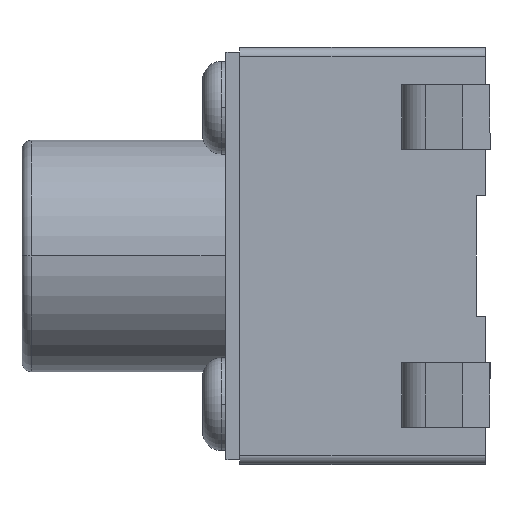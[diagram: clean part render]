
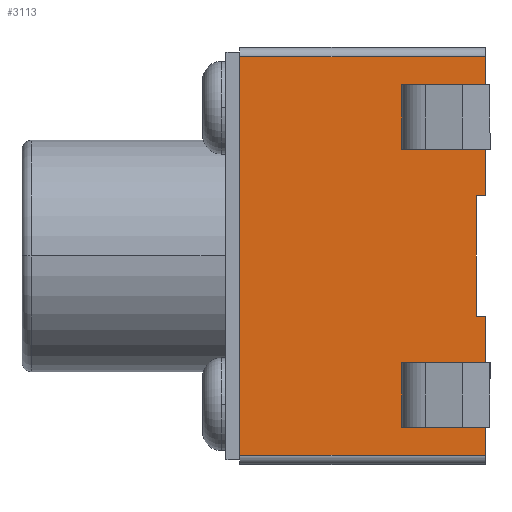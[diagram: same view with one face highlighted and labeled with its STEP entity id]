
A CAD part, left-side view. The second image highlights one B-rep face of the part: STEP entity #3113.
In plain terms, the highlighted planar face has unit normal (-1, 0, 0).
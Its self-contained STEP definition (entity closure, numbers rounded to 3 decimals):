
#22 = EDGE_CURVE ( 'NONE', #448, #1231, #312, .T. ) ;
#55 = CARTESIAN_POINT ( 'NONE',  ( -2.25, -2.15, 2.65 ) ) ;
#198 = LINE ( 'NONE', #1118, #3359 ) ;
#221 = ORIENTED_EDGE ( 'NONE', *, *, #3059, .T. ) ;
#290 = EDGE_CURVE ( 'NONE', #3303, #2962, #790, .T. ) ;
#312 = LINE ( 'NONE', #2337, #1422 ) ;
#313 = LINE ( 'NONE', #55, #2742 ) ;
#350 = CARTESIAN_POINT ( 'NONE',  ( -2.25, 2.25, 0.1 ) ) ;
#431 = CARTESIAN_POINT ( 'NONE',  ( -2.25, 1.85, 0.6 ) ) ;
#436 = CARTESIAN_POINT ( 'NONE',  ( -2.25, -2.15, 2.65 ) ) ;
#448 = VERTEX_POINT ( 'NONE', #2021 ) ;
#473 = CARTESIAN_POINT ( 'NONE',  ( -2.25, -1.15, 0.6 ) ) ;
#493 = VERTEX_POINT ( 'NONE', #2927 ) ;
#571 = LINE ( 'NONE', #1504, #687 ) ;
#576 = EDGE_LOOP ( 'NONE', ( #3088, #2717, #2527, #3045 ) ) ;
#626 = FACE_OUTER_BOUND ( 'NONE', #2856, .T. ) ;
#653 = CARTESIAN_POINT ( 'NONE',  ( -2.25, -1.85, 0.6 ) ) ;
#657 = DIRECTION ( 'NONE',  ( 0., 1., 0. ) ) ;
#679 = VECTOR ( 'NONE', #1991, 1000. ) ;
#687 = VECTOR ( 'NONE', #853, 1000. ) ;
#701 = PLANE ( 'NONE',  #3270 ) ;
#710 = LINE ( 'NONE', #3592, #2251 ) ;
#729 = ORIENTED_EDGE ( 'NONE', *, *, #2715, .F. ) ;
#774 = LINE ( 'NONE', #1474, #3063 ) ;
#776 = VECTOR ( 'NONE', #2452, 1000. ) ;
#790 = LINE ( 'NONE', #2685, #3983 ) ;
#835 = VERTEX_POINT ( 'NONE', #431 ) ;
#853 = DIRECTION ( 'NONE',  ( 0., -1., 0. ) ) ;
#863 = EDGE_CURVE ( 'NONE', #1540, #2030, #3677, .T. ) ;
#887 = CARTESIAN_POINT ( 'NONE',  ( -2.25, -1.15, 2.65 ) ) ;
#941 = CARTESIAN_POINT ( 'NONE',  ( -2.25, 2.25, 0.6 ) ) ;
#960 = DIRECTION ( 'NONE',  ( 0., 1., 0. ) ) ;
#994 = CARTESIAN_POINT ( 'NONE',  ( -2.25, 2.15, 0. ) ) ;
#1002 = CARTESIAN_POINT ( 'NONE',  ( -2.25, -1.85, 0.9 ) ) ;
#1050 = CARTESIAN_POINT ( 'NONE',  ( -2.25, 2.15, 2.65 ) ) ;
#1095 = EDGE_CURVE ( 'NONE', #3898, #2902, #2216, .T. ) ;
#1118 = CARTESIAN_POINT ( 'NONE',  ( -2.25, 1.15, 2.65 ) ) ;
#1160 = DIRECTION ( 'NONE',  ( 0., 0., 1. ) ) ;
#1168 = VECTOR ( 'NONE', #3230, 1000. ) ;
#1174 = VERTEX_POINT ( 'NONE', #2503 ) ;
#1219 = VERTEX_POINT ( 'NONE', #436 ) ;
#1231 = VERTEX_POINT ( 'NONE', #3468 ) ;
#1237 = DIRECTION ( 'NONE',  ( 0., -1., 0. ) ) ;
#1239 = VERTEX_POINT ( 'NONE', #3731 ) ;
#1247 = EDGE_CURVE ( 'NONE', #3654, #3303, #198, .T. ) ;
#1315 = LINE ( 'NONE', #2651, #1168 ) ;
#1388 = ORIENTED_EDGE ( 'NONE', *, *, #1567, .F. ) ;
#1422 = VECTOR ( 'NONE', #1577, 1000. ) ;
#1434 = DIRECTION ( 'NONE',  ( 0., 0., -1. ) ) ;
#1449 = CARTESIAN_POINT ( 'NONE',  ( -2.25, -2.25, 2.65 ) ) ;
#1474 = CARTESIAN_POINT ( 'NONE',  ( -2.25, 2.25, 0.6 ) ) ;
#1504 = CARTESIAN_POINT ( 'NONE',  ( -2.25, -2.25, 0. ) ) ;
#1514 = CARTESIAN_POINT ( 'NONE',  ( -2.25, 1.15, 0.6 ) ) ;
#1528 = CARTESIAN_POINT ( 'NONE',  ( -2.25, 2.25, 0.9 ) ) ;
#1540 = VERTEX_POINT ( 'NONE', #994 ) ;
#1546 = ORIENTED_EDGE ( 'NONE', *, *, #22, .T. ) ;
#1567 = EDGE_CURVE ( 'NONE', #1239, #1540, #710, .T. ) ;
#1577 = DIRECTION ( 'NONE',  ( 0., 0., -1. ) ) ;
#1580 = DIRECTION ( 'NONE',  ( 0., 1., 0. ) ) ;
#1785 = ORIENTED_EDGE ( 'NONE', *, *, #2101, .F. ) ;
#1802 = LINE ( 'NONE', #887, #776 ) ;
#1878 = VECTOR ( 'NONE', #2782, 1000. ) ;
#1889 = ORIENTED_EDGE ( 'NONE', *, *, #4204, .T. ) ;
#1932 = DIRECTION ( 'NONE',  ( 1., 0., 0. ) ) ;
#1974 = VECTOR ( 'NONE', #3153, 1000. ) ;
#1991 = DIRECTION ( 'NONE',  ( 0., 1., 0. ) ) ;
#2000 = FACE_BOUND ( 'NONE', #576, .T. ) ;
#2021 = CARTESIAN_POINT ( 'NONE',  ( -2.25, -0.65, 0.1 ) ) ;
#2030 = VERTEX_POINT ( 'NONE', #1050 ) ;
#2070 = EDGE_CURVE ( 'NONE', #448, #493, #3615, .T. ) ;
#2101 = EDGE_CURVE ( 'NONE', #835, #3654, #774, .T. ) ;
#2172 = LINE ( 'NONE', #1449, #1878 ) ;
#2216 = LINE ( 'NONE', #941, #2749 ) ;
#2229 = EDGE_CURVE ( 'NONE', #2393, #2404, #3245, .T. ) ;
#2230 = DIRECTION ( 'NONE',  ( 0., -1., 0. ) ) ;
#2251 = VECTOR ( 'NONE', #657, 1000. ) ;
#2260 = ORIENTED_EDGE ( 'NONE', *, *, #290, .F. ) ;
#2327 = CARTESIAN_POINT ( 'NONE',  ( -2.25, 2.15, 2.65 ) ) ;
#2337 = CARTESIAN_POINT ( 'NONE',  ( -2.25, -0.65, 0.1 ) ) ;
#2360 = VECTOR ( 'NONE', #1434, 1000. ) ;
#2393 = VERTEX_POINT ( 'NONE', #1002 ) ;
#2404 = VERTEX_POINT ( 'NONE', #2419 ) ;
#2419 = CARTESIAN_POINT ( 'NONE',  ( -2.25, -1.15, 0.9 ) ) ;
#2452 = DIRECTION ( 'NONE',  ( 0., 0., -1. ) ) ;
#2503 = CARTESIAN_POINT ( 'NONE',  ( -2.25, -2.15, 0. ) ) ;
#2510 = ORIENTED_EDGE ( 'NONE', *, *, #3620, .F. ) ;
#2527 = ORIENTED_EDGE ( 'NONE', *, *, #2229, .F. ) ;
#2540 = CARTESIAN_POINT ( 'NONE',  ( -2.25, 0.65, 0.1 ) ) ;
#2573 = CARTESIAN_POINT ( 'NONE',  ( -2.25, 1.15, 0.9 ) ) ;
#2649 = FACE_BOUND ( 'NONE', #4151, .T. ) ;
#2651 = CARTESIAN_POINT ( 'NONE',  ( -2.25, -1.85, 2.65 ) ) ;
#2685 = CARTESIAN_POINT ( 'NONE',  ( -2.25, 2.25, 0.9 ) ) ;
#2700 = DIRECTION ( 'NONE',  ( 0., 1., 0. ) ) ;
#2715 = EDGE_CURVE ( 'NONE', #2962, #835, #3772, .T. ) ;
#2717 = ORIENTED_EDGE ( 'NONE', *, *, #3577, .F. ) ;
#2742 = VECTOR ( 'NONE', #3562, 1000. ) ;
#2749 = VECTOR ( 'NONE', #1237, 1000. ) ;
#2782 = DIRECTION ( 'NONE',  ( 0., -1., 0. ) ) ;
#2785 = CARTESIAN_POINT ( 'NONE',  ( -2.25, 1.85, 2.65 ) ) ;
#2856 = EDGE_LOOP ( 'NONE', ( #221, #3645, #1546, #1889, #2892, #2510, #3499, #1388 ) ) ;
#2892 = ORIENTED_EDGE ( 'NONE', *, *, #3978, .F. ) ;
#2902 = VERTEX_POINT ( 'NONE', #653 ) ;
#2927 = CARTESIAN_POINT ( 'NONE',  ( -2.25, 0.65, 0.1 ) ) ;
#2962 = VERTEX_POINT ( 'NONE', #4045 ) ;
#2974 = DIRECTION ( 'NONE',  ( 0., 0., 1. ) ) ;
#3045 = ORIENTED_EDGE ( 'NONE', *, *, #3725, .F. ) ;
#3059 = EDGE_CURVE ( 'NONE', #1239, #493, #3787, .T. ) ;
#3063 = VECTOR ( 'NONE', #2230, 1000. ) ;
#3088 = ORIENTED_EDGE ( 'NONE', *, *, #1095, .F. ) ;
#3113 = ADVANCED_FACE ( 'NONE', ( #2000, #2649, #626 ), #701, .F. ) ;
#3153 = DIRECTION ( 'NONE',  ( 0., 0., 1. ) ) ;
#3230 = DIRECTION ( 'NONE',  ( 0., 0., 1. ) ) ;
#3245 = LINE ( 'NONE', #1528, #4017 ) ;
#3270 = AXIS2_PLACEMENT_3D ( 'NONE', #3629, #1932, #1580 ) ;
#3303 = VERTEX_POINT ( 'NONE', #2573 ) ;
#3359 = VECTOR ( 'NONE', #1160, 1000. ) ;
#3468 = CARTESIAN_POINT ( 'NONE',  ( -2.25, -0.65, 0. ) ) ;
#3499 = ORIENTED_EDGE ( 'NONE', *, *, #863, .F. ) ;
#3562 = DIRECTION ( 'NONE',  ( 0., 0., -1. ) ) ;
#3577 = EDGE_CURVE ( 'NONE', #2404, #3898, #1802, .T. ) ;
#3592 = CARTESIAN_POINT ( 'NONE',  ( -2.25, 2.25, 0. ) ) ;
#3615 = LINE ( 'NONE', #350, #679 ) ;
#3620 = EDGE_CURVE ( 'NONE', #2030, #1219, #2172, .T. ) ;
#3629 = CARTESIAN_POINT ( 'NONE',  ( -2.25, 2.25, 2.65 ) ) ;
#3645 = ORIENTED_EDGE ( 'NONE', *, *, #2070, .F. ) ;
#3654 = VERTEX_POINT ( 'NONE', #1514 ) ;
#3677 = LINE ( 'NONE', #2327, #3839 ) ;
#3725 = EDGE_CURVE ( 'NONE', #2902, #2393, #1315, .T. ) ;
#3731 = CARTESIAN_POINT ( 'NONE',  ( -2.25, 0.65, 0. ) ) ;
#3772 = LINE ( 'NONE', #2785, #2360 ) ;
#3787 = LINE ( 'NONE', #2540, #1974 ) ;
#3839 = VECTOR ( 'NONE', #2974, 1000. ) ;
#3898 = VERTEX_POINT ( 'NONE', #473 ) ;
#3978 = EDGE_CURVE ( 'NONE', #1219, #1174, #313, .T. ) ;
#3983 = VECTOR ( 'NONE', #2700, 1000. ) ;
#4017 = VECTOR ( 'NONE', #960, 1000. ) ;
#4045 = CARTESIAN_POINT ( 'NONE',  ( -2.25, 1.85, 0.9 ) ) ;
#4150 = ORIENTED_EDGE ( 'NONE', *, *, #1247, .F. ) ;
#4151 = EDGE_LOOP ( 'NONE', ( #1785, #729, #2260, #4150 ) ) ;
#4204 = EDGE_CURVE ( 'NONE', #1231, #1174, #571, .T. ) ;
